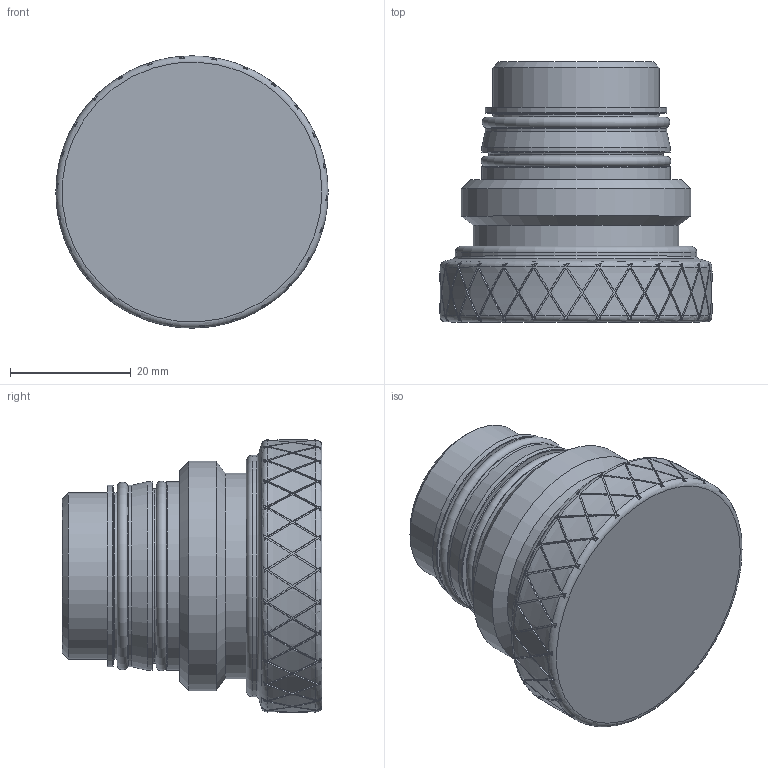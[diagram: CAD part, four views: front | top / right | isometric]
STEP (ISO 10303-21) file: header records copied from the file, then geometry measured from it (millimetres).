
FILE_DESCRIPTION(/* description */ (''),/* implementation_level */ '2;1');
FILE_NAME(/* name */ 'TrustLink API Optical Male dust cap.stp',/* time_stamp */ '2015-11-11T14:14:12+01:00',/* author */ ('sh'),/* organization */ (''),/* preprocessor_version */ 'ST-DEVELOPER v15.2',/* originating_system */ 'Autodesk Inventor 2014',/* authorisation */ '');
FILE_SCHEMA (('AUTOMOTIVE_DESIGN { 1 0 10303 214 3 1 1 }'));
Length unit declared in the file: millimetre
Products named in the file (1): TrustLink API Optical male dust cap
Bounding box: 45 x 43 x 45 mm (x, y, z)
Volume: 0.6 mm3; surface area: 9252.6 mm2
Topology: 1 solids, 5 shells, 593 faces, 1647 edges, 1090 vertices
Faces by surface type: plane 479, cylinder 92, torus 17, cone 5
Full cylindrical faces by diameter (mm): 27.5 x3, 28.8 x1, 30 x2, 31.2 x2, 34 x1, 38 x1, 40 x1, 44.4 x1
Entity records: 20356 total; most frequent: CARTESIAN_POINT 4547, DIRECTION 3338, ORIENTED_EDGE 3202, EDGE_CURVE 1598, AXIS2_PLACEMENT_3D 1461, VERTEX_POINT 1078, EDGE_LOOP 658, ELLIPSE 624
